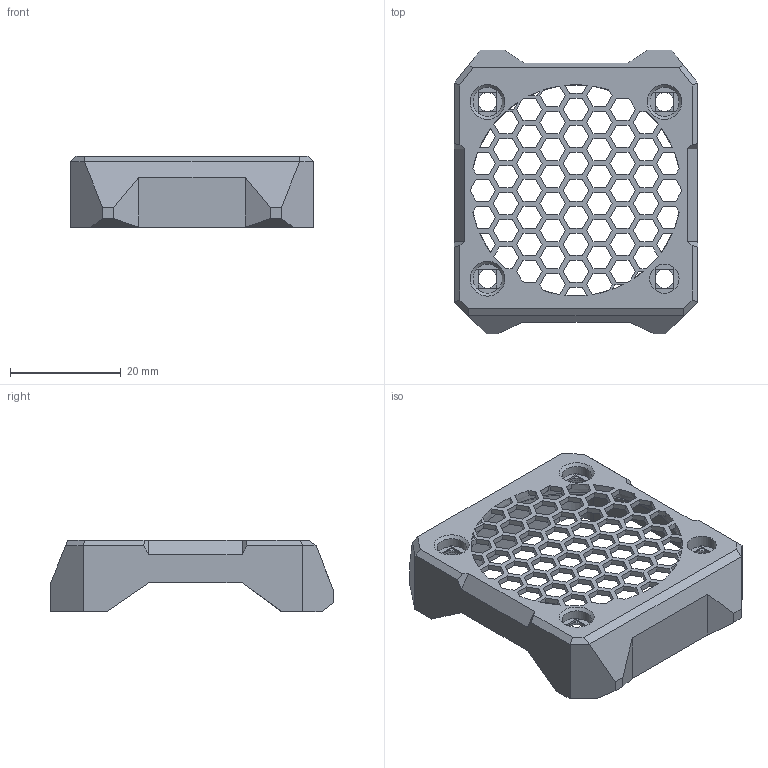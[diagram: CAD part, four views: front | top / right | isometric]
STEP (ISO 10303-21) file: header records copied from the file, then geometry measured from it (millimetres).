
FILE_DESCRIPTION(/* description */ (''),/* implementation_level */ '2;1');
FILE_NAME(/* name */ 'Fan cover.step',/* time_stamp */ '2022-08-18T21:12:56+02:00',/* author */ (''),/* organization */ (''),/* preprocessor_version */ 'ST-DEVELOPER v19',/* originating_system */ 'Autodesk Translation Framework v11.7.0.108',/* authorisation */ '');
FILE_SCHEMA (('AUTOMOTIVE_DESIGN { 1 0 10303 214 3 1 1 }'));
Length unit declared in the file: millimetre
Products named in the file (1): Fan cover
Bounding box: 44 x 51.35 x 13 mm (x, y, z)
Volume: 6485.1 mm3; surface area: 6861 mm2
Topology: 1 solids, 1 shells, 458 faces, 1421 edges, 938 vertices
Faces by surface type: plane 441, cylinder 13, cone 4
Full cylindrical faces by diameter (mm): 3.4 x4, 5.3 x4, 38.2 x1
Entity records: 15873 total; most frequent: ORIENTED_EDGE 2842, CARTESIAN_POINT 2818, DIRECTION 2455, EDGE_CURVE 1421, LINE 1305, VECTOR 1305, VERTEX_POINT 938, AXIS2_PLACEMENT_3D 575
